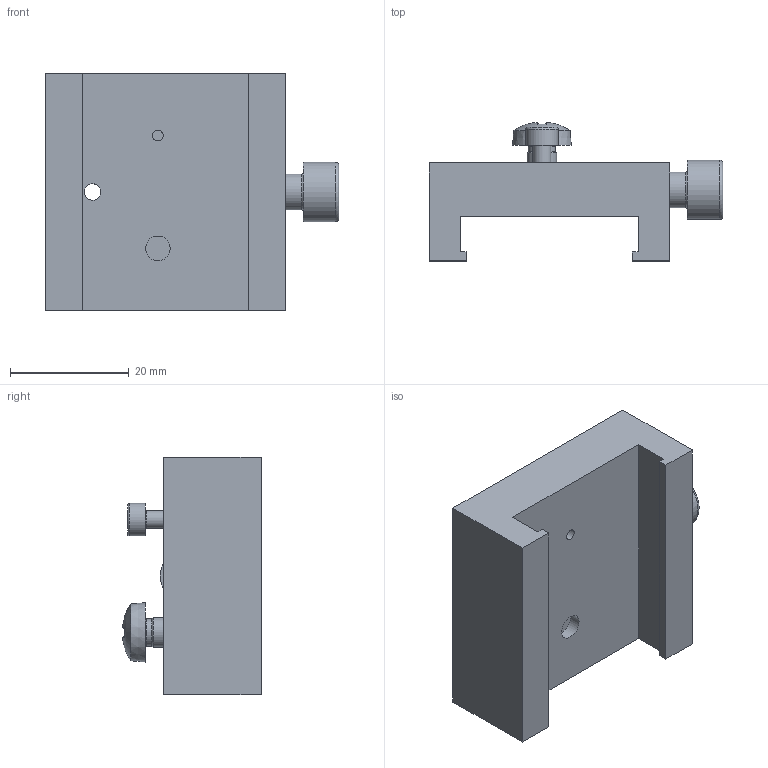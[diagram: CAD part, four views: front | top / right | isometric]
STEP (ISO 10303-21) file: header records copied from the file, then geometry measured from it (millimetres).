
FILE_DESCRIPTION(/* description */ (''),/* implementation_level */ '2;1');
FILE_NAME(/* name */ 'Neje tool 30W Laser Module Slider.stp',/* time_stamp */ '2021-01-31T12:57:08+01:00',/* author */ ('Dirk'),/* organization */ (''),/* preprocessor_version */ 'ST-DEVELOPER v17.2',/* originating_system */ 'Autodesk Inventor 2019',/* authorisation */ '');
FILE_SCHEMA (('AUTOMOTIVE_DESIGN { 1 0 10303 214 3 1 1 }'));
Length unit declared in the file: millimetre
Products named in the file (5): Assembly1 glider; Glider; DIN 912 - M3 x 8; DIN 7985 (H) - M5x10-H; DIN 912 - M6 x 20
Assembly tree (4 placements, depth 2):
  Assembly1 glider
    Glider
    DIN 912 - M3 x 8
    DIN 7985 (H) - M5x10-H
    DIN 912 - M6 x 20
Bounding box: 49.5 x 23.32 x 40 mm (x, y, z)
Volume: 18471.5 mm3; surface area: 8284.1 mm2
Topology: 4 solids, 4 shells, 89 faces, 252 edges, 174 vertices
Faces by surface type: plane 51, cone 21, cylinder 11, torus 5, sphere 1
Full cylindrical faces by diameter (mm): 2.459 x1, 2.8 x2, 3 x1, 4.134 x1, 4.6 x1, 4.917 x1, 5 x1, 5.5 x1, 6 x1, 10 x1
Entity records: 3240 total; most frequent: CARTESIAN_POINT 706, DIRECTION 508, ORIENTED_EDGE 498, EDGE_CURVE 249, AXIS2_PLACEMENT_3D 198, VERTEX_POINT 174, LINE 112, VECTOR 112
